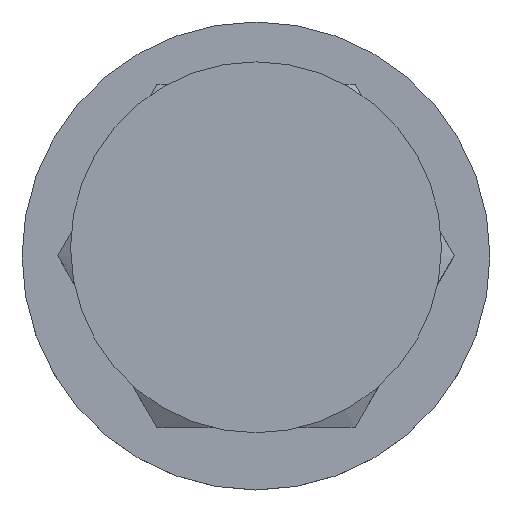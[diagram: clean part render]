
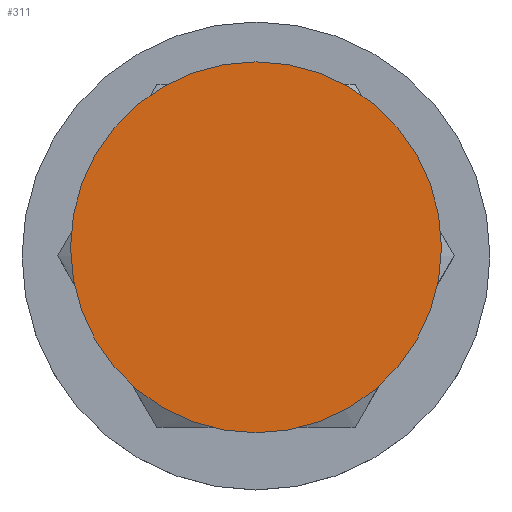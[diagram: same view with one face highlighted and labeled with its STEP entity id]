
A CAD part, top view. The second image highlights one B-rep face of the part: STEP entity #311.
In plain terms, the highlighted planar face has unit normal (0, 0, 1).
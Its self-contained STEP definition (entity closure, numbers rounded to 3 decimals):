
#100=PLANE('',#980);
#205=FACE_OUTER_BOUND('',#413,.T.);
#311=ADVANCED_FACE('',(#205),#100,.F.);
#413=EDGE_LOOP('',(#628));
#628=ORIENTED_EDGE('',*,*,#831,.F.);
#719=VERTEX_POINT('',#1523);
#831=EDGE_CURVE('',#719,#719,#884,.T.);
#884=CIRCLE('',#978,14.585);
#978=AXIS2_PLACEMENT_3D('',#1522,#1185,#1186);
#980=AXIS2_PLACEMENT_3D('',#1525,#1189,#1190);
#1185=DIRECTION('',(0.,0.,-1.));
#1186=DIRECTION('',(-1.,0.,0.));
#1189=DIRECTION('',(0.,0.,-1.));
#1190=DIRECTION('',(0.,1.,0.));
#1522=CARTESIAN_POINT('',(0.,0.,61.8));
#1523=CARTESIAN_POINT('',(-14.585,0.,61.8));
#1525=CARTESIAN_POINT('',(0.,0.,61.8));
